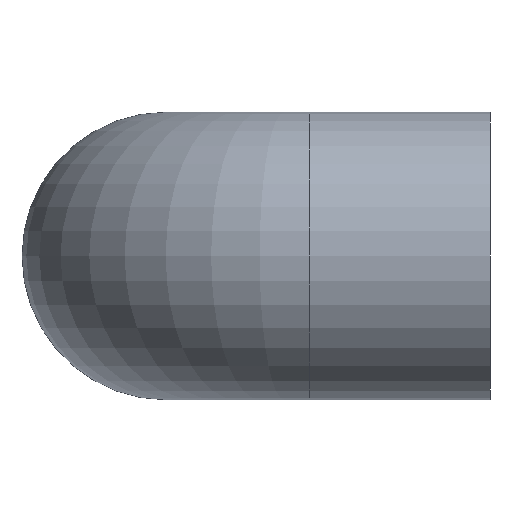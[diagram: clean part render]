
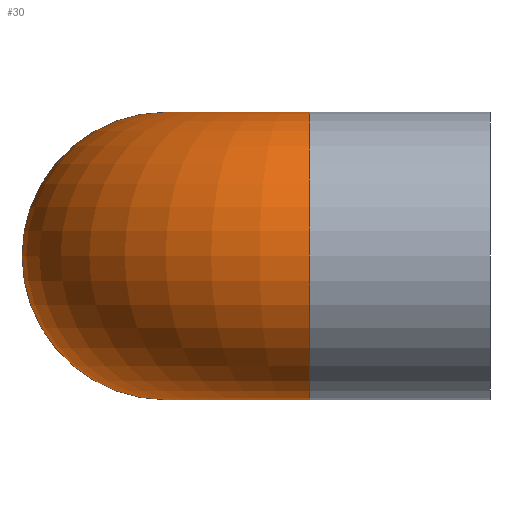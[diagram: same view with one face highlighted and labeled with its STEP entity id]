
A CAD part, left-side view. The second image highlights one B-rep face of the part: STEP entity #30.
In plain terms, the highlighted toroidal (fillet/blend) face has major radius 200 mm and minor radius 200 mm.
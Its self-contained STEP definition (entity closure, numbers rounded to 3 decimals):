
#1 = EDGE_LOOP ( 'NONE', ( #486, #360, #248, #454, #431, #132 ) ) ;
#18 = DIRECTION ( 'NONE',  ( 0., 1., 0. ) ) ;
#22 = DIRECTION ( 'NONE',  ( 0., 0., -1. ) ) ;
#25 = CARTESIAN_POINT ( 'NONE',  ( 200., 251., 0. ) ) ;
#28 = DIRECTION ( 'NONE',  ( 1., 0., 0. ) ) ;
#30 = ADVANCED_FACE ( 'NONE', ( #408 ), #377, .T. ) ;
#78 = EDGE_CURVE ( 'NONE', #352, #288, #335, .T. ) ;
#88 = VERTEX_POINT ( 'NONE', #302 ) ;
#97 = AXIS2_PLACEMENT_3D ( 'NONE', #301, #445, #105 ) ;
#98 = CIRCLE ( 'NONE', #97, 200. ) ;
#105 = DIRECTION ( 'NONE',  ( 0., 0., 1. ) ) ;
#110 = EDGE_CURVE ( 'NONE', #396, #352, #323, .T. ) ;
#132 = ORIENTED_EDGE ( 'NONE', *, *, #238, .F. ) ;
#145 = DIRECTION ( 'NONE',  ( 0., 0., 1. ) ) ;
#153 = CARTESIAN_POINT ( 'NONE',  ( 200., 451., 0. ) ) ;
#156 = CARTESIAN_POINT ( 'NONE',  ( 200., 451., 0. ) ) ;
#173 = DIRECTION ( 'NONE',  ( 0., 0., 1. ) ) ;
#176 = DIRECTION ( 'NONE',  ( -1., 0., 0. ) ) ;
#182 = DIRECTION ( 'NONE',  ( 0., 0., 1. ) ) ;
#197 = AXIS2_PLACEMENT_3D ( 'NONE', #235, #18, #173 ) ;
#198 = EDGE_CURVE ( 'NONE', #352, #88, #254, .T. ) ;
#206 = CIRCLE ( 'NONE', #197, 200. ) ;
#219 = AXIS2_PLACEMENT_3D ( 'NONE', #156, #313, #455 ) ;
#220 = CARTESIAN_POINT ( 'NONE',  ( 200., 451., 200. ) ) ;
#227 = CIRCLE ( 'NONE', #219, 200. ) ;
#235 = CARTESIAN_POINT ( 'NONE',  ( 0., 251., 0. ) ) ;
#238 = EDGE_CURVE ( 'NONE', #88, #396, #227, .T. ) ;
#248 = ORIENTED_EDGE ( 'NONE', *, *, #382, .T. ) ;
#253 = AXIS2_PLACEMENT_3D ( 'NONE', #153, #310, #453 ) ;
#254 = CIRCLE ( 'NONE', #253, 200. ) ;
#257 = EDGE_CURVE ( 'NONE', #268, #352, #206, .T. ) ;
#268 = VERTEX_POINT ( 'NONE', #330 ) ;
#288 = VERTEX_POINT ( 'NONE', #439 ) ;
#301 = CARTESIAN_POINT ( 'NONE',  ( 0., 251., 0. ) ) ;
#302 = CARTESIAN_POINT ( 'NONE',  ( 200., 451., -200. ) ) ;
#310 = DIRECTION ( 'NONE',  ( 1., 0., 0. ) ) ;
#313 = DIRECTION ( 'NONE',  ( 1., 0., 0. ) ) ;
#315 = AXIS2_PLACEMENT_3D ( 'NONE', #381, #28, #182 ) ;
#323 = CIRCLE ( 'NONE', #315, 200. ) ;
#330 = CARTESIAN_POINT ( 'NONE',  ( 0., 251., 200. ) ) ;
#334 = AXIS2_PLACEMENT_3D ( 'NONE', #338, #476, #145 ) ;
#335 = CIRCLE ( 'NONE', #334, 200. ) ;
#338 = CARTESIAN_POINT ( 'NONE',  ( 0., 251., 0. ) ) ;
#352 = VERTEX_POINT ( 'NONE', #25 ) ;
#360 = ORIENTED_EDGE ( 'NONE', *, *, #78, .T. ) ;
#369 = AXIS2_PLACEMENT_3D ( 'NONE', #375, #22, #176 ) ;
#375 = CARTESIAN_POINT ( 'NONE',  ( 200., 251., 0. ) ) ;
#377 = TOROIDAL_SURFACE ( 'NONE', #369, 200., 200. ) ;
#381 = CARTESIAN_POINT ( 'NONE',  ( 200., 451., 0. ) ) ;
#382 = EDGE_CURVE ( 'NONE', #288, #268, #98, .T. ) ;
#396 = VERTEX_POINT ( 'NONE', #220 ) ;
#408 = FACE_OUTER_BOUND ( 'NONE', #1, .T. ) ;
#431 = ORIENTED_EDGE ( 'NONE', *, *, #110, .F. ) ;
#439 = CARTESIAN_POINT ( 'NONE',  ( 0., 251., -200. ) ) ;
#445 = DIRECTION ( 'NONE',  ( 0., 1., 0. ) ) ;
#453 = DIRECTION ( 'NONE',  ( 0., 0., 1. ) ) ;
#454 = ORIENTED_EDGE ( 'NONE', *, *, #257, .T. ) ;
#455 = DIRECTION ( 'NONE',  ( 0., 0., 1. ) ) ;
#476 = DIRECTION ( 'NONE',  ( 0., 1., 0. ) ) ;
#486 = ORIENTED_EDGE ( 'NONE', *, *, #198, .F. ) ;
